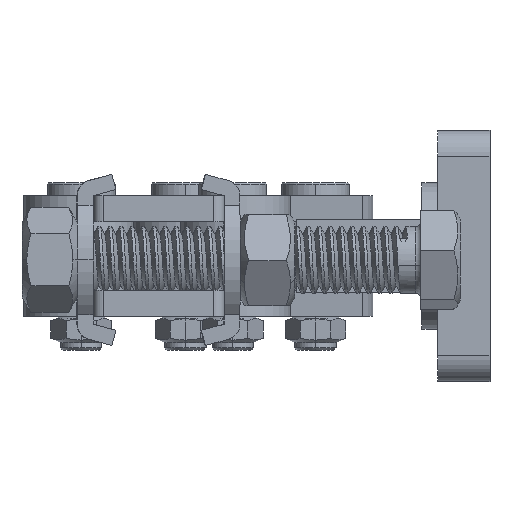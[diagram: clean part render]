
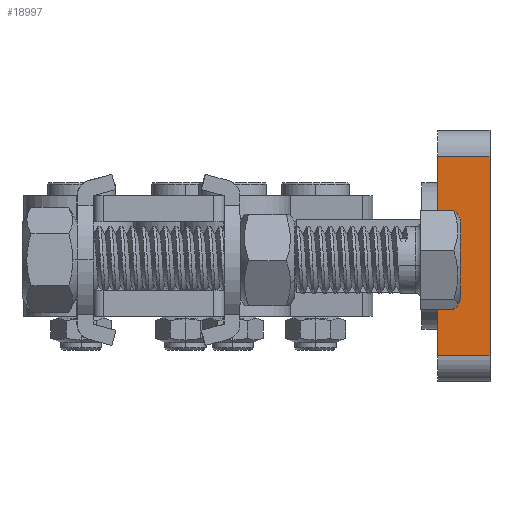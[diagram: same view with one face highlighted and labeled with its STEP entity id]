
A CAD part, left-side view. The second image highlights one B-rep face of the part: STEP entity #18997.
In plain terms, the highlighted planar face has unit normal (-1, 0, 0).
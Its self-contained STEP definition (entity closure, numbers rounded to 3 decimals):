
#524 = VERTEX_POINT ( 'NONE', #4243 ) ;
#1109 = EDGE_LOOP ( 'NONE', ( #36955, #49864, #5607, #46049 ) ) ;
#1276 = DIRECTION ( 'NONE',  ( 1., 0., 0. ) ) ;
#4243 = CARTESIAN_POINT ( 'NONE',  ( 0., 0., 43. ) ) ;
#4729 = VERTEX_POINT ( 'NONE', #45951 ) ;
#5062 = VERTEX_POINT ( 'NONE', #15619 ) ;
#5607 = ORIENTED_EDGE ( 'NONE', *, *, #55975, .F. ) ;
#5827 = DIRECTION ( 'NONE',  ( 0., 0., -1. ) ) ;
#8348 = VECTOR ( 'NONE', #44494, 1000. ) ;
#10309 = VECTOR ( 'NONE', #38348, 1000. ) ;
#10720 = LINE ( 'NONE', #33951, #59104 ) ;
#11094 = EDGE_CURVE ( 'NONE', #4729, #47448, #33316, .T. ) ;
#15224 = CARTESIAN_POINT ( 'NONE',  ( 0., 10., 48. ) ) ;
#15278 = CARTESIAN_POINT ( 'NONE',  ( 0., 0., 48. ) ) ;
#15619 = CARTESIAN_POINT ( 'NONE',  ( 0., 10., 43. ) ) ;
#18997 = ADVANCED_FACE ( 'NONE', ( #28169 ), #29400, .F. ) ;
#21827 = EDGE_CURVE ( 'NONE', #5062, #4729, #58715, .T. ) ;
#27525 = AXIS2_PLACEMENT_3D ( 'NONE', #15278, #1276, #34100 ) ;
#28169 = FACE_OUTER_BOUND ( 'NONE', #1109, .T. ) ;
#29400 = PLANE ( 'NONE',  #27525 ) ;
#30049 = VECTOR ( 'NONE', #59854, 1000. ) ;
#31814 = CARTESIAN_POINT ( 'NONE',  ( 0., 0., 43. ) ) ;
#33316 = LINE ( 'NONE', #49160, #8348 ) ;
#33951 = CARTESIAN_POINT ( 'NONE',  ( 0., 0., 48. ) ) ;
#34100 = DIRECTION ( 'NONE',  ( 0., 0., -1. ) ) ;
#36955 = ORIENTED_EDGE ( 'NONE', *, *, #21827, .T. ) ;
#38348 = DIRECTION ( 'NONE',  ( 0., 0., -1. ) ) ;
#39837 = CARTESIAN_POINT ( 'NONE',  ( 0., 0., 5. ) ) ;
#41024 = LINE ( 'NONE', #31814, #30049 ) ;
#44494 = DIRECTION ( 'NONE',  ( 0., -1., 0. ) ) ;
#45951 = CARTESIAN_POINT ( 'NONE',  ( 0., 10., 5. ) ) ;
#46049 = ORIENTED_EDGE ( 'NONE', *, *, #46276, .T. ) ;
#46276 = EDGE_CURVE ( 'NONE', #524, #5062, #41024, .T. ) ;
#47448 = VERTEX_POINT ( 'NONE', #39837 ) ;
#49160 = CARTESIAN_POINT ( 'NONE',  ( 0., 0., 5. ) ) ;
#49864 = ORIENTED_EDGE ( 'NONE', *, *, #11094, .T. ) ;
#55975 = EDGE_CURVE ( 'NONE', #524, #47448, #10720, .T. ) ;
#58715 = LINE ( 'NONE', #15224, #10309 ) ;
#59104 = VECTOR ( 'NONE', #5827, 1000. ) ;
#59854 = DIRECTION ( 'NONE',  ( 0., 1., 0. ) ) ;
